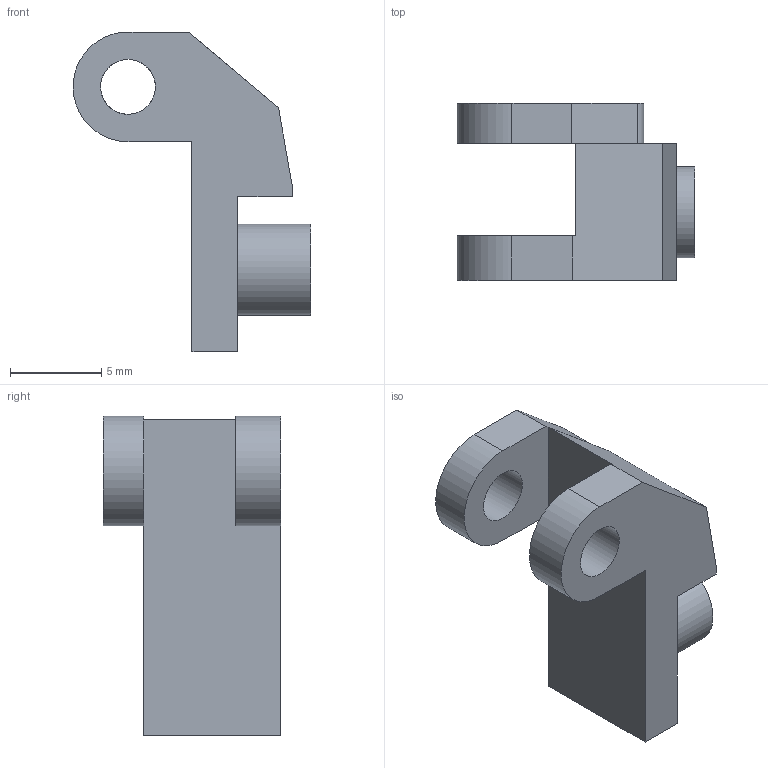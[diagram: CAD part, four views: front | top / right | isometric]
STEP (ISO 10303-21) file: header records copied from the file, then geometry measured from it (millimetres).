
FILE_DESCRIPTION(('STEP'), '1');
FILE_NAME('TestPart.stp', '2017-07-24T11:35:48', ('TDM Systems GmbH'), ('TDM Systems GmbH'), 'Express v2.1.0.0', 'TDM', 'Unknown');
FILE_SCHEMA(('AUTOMOTIVE_DESIGN'));
Length unit declared in the file: millimetre
Products named in the file (1): TestPart
Bounding box: 13 x 9.7 x 17.5 mm (x, y, z)
Volume: 651.5 mm3; surface area: 734.4 mm2
Topology: 1 solids, 1 shells, 26 faces, 66 edges, 43 vertices
Faces by surface type: bspline 26
Entity records: 827 total; most frequent: CARTESIAN_POINT 399, ORIENTED_EDGE 132, EDGE_CURVE 66, B_SPLINE_CURVE_WITH_KNOTS 54, VERTEX_POINT 43, EDGE_LOOP 31, ADVANCED_FACE 26, FACE_OUTER_BOUND 26
